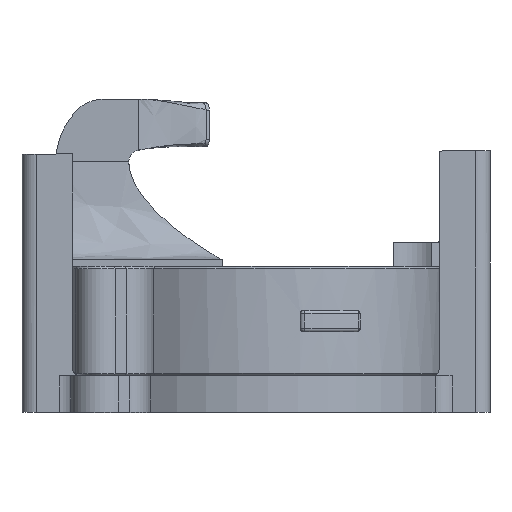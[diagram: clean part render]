
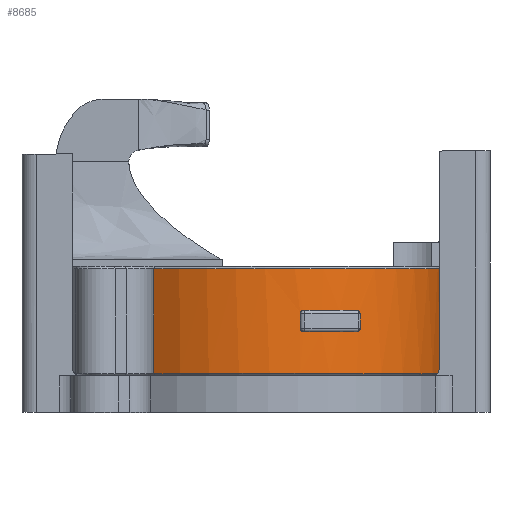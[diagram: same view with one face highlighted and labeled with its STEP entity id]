
A CAD part, top view. The second image highlights one B-rep face of the part: STEP entity #8685.
In plain terms, the highlighted cylindrical face has radius 25 mm (diameter 50 mm), a partial arc.
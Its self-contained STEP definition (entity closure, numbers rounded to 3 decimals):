
#102=B_SPLINE_CURVE_WITH_KNOTS('',3,(#12954,#12955,#12956,#12957,#12958,
#12959,#12960,#12961,#12962,#12963),.UNSPECIFIED.,.F.,.F.,(4,2,2,2,4),(0.,
0.019,0.038,0.057,0.075),
 .UNSPECIFIED.);
#103=B_SPLINE_CURVE_WITH_KNOTS('',3,(#12979,#12980,#12981,#12982,#12983,
#12984,#12985,#12986,#12987,#12988),.UNSPECIFIED.,.F.,.F.,(4,2,2,2,4),(0.226,
0.245,0.264,0.283,0.301),
 .UNSPECIFIED.);
#104=B_SPLINE_CURVE_WITH_KNOTS('',3,(#13003,#13004,#13005,#13006,#13007,
#13008,#13009,#13010,#13011,#13012),.UNSPECIFIED.,.F.,.F.,(4,2,2,2,4),(0.,
0.019,0.038,0.057,0.075),
 .UNSPECIFIED.);
#105=B_SPLINE_CURVE_WITH_KNOTS('',3,(#13018,#13019,#13020,#13021,#13022,
#13023,#13024,#13025,#13026,#13027),.UNSPECIFIED.,.F.,.F.,(4,2,2,2,4),(0.226,
0.245,0.264,0.283,0.301),
 .UNSPECIFIED.);
#183=FACE_BOUND('',#3124,.T.);
#256=CYLINDRICAL_SURFACE('',#9424,25.);
#656=LINE('',#12463,#1501);
#660=LINE('',#12473,#1505);
#767=LINE('',#13031,#1612);
#769=LINE('',#13040,#1614);
#1135=LINE('',#13975,#1980);
#1138=LINE('',#13983,#1983);
#1501=VECTOR('',#9904,10.);
#1505=VECTOR('',#9910,10.);
#1612=VECTOR('',#10347,10.);
#1614=VECTOR('',#10363,10.);
#1980=VECTOR('',#11243,1000.);
#1983=VECTOR('',#11252,1000.);
#2615=FACE_OUTER_BOUND('',#3123,.T.);
#3123=EDGE_LOOP('',(#7338,#7339,#7340,#7341,#7342,#7343,#7344,#7345));
#3124=EDGE_LOOP('',(#7346,#7347,#7348,#7349,#7350,#7351,#7352,#7353));
#3385=CIRCLE('',#8962,25.);
#3392=CIRCLE('',#8975,25.);
#3393=CIRCLE('',#8977,25.);
#3461=CIRCLE('',#9132,25.);
#3463=CIRCLE('',#9139,25.);
#3543=CIRCLE('',#9361,25.);
#3775=VERTEX_POINT('',#12452);
#3776=VERTEX_POINT('',#12454);
#3779=VERTEX_POINT('',#12462);
#3781=VERTEX_POINT('',#12471);
#3789=VERTEX_POINT('',#12496);
#3790=VERTEX_POINT('',#12500);
#3878=VERTEX_POINT('',#12952);
#3879=VERTEX_POINT('',#12953);
#3883=VERTEX_POINT('',#12977);
#3884=VERTEX_POINT('',#12978);
#3885=VERTEX_POINT('',#13001);
#3886=VERTEX_POINT('',#13002);
#3887=VERTEX_POINT('',#13016);
#3888=VERTEX_POINT('',#13017);
#4168=VERTEX_POINT('',#13878);
#4170=VERTEX_POINT('',#13884);
#4609=EDGE_CURVE('',#3776,#3775,#3385,.T.);
#4613=EDGE_CURVE('',#3779,#3776,#656,.T.);
#4618=EDGE_CURVE('',#3775,#3781,#660,.T.);
#4630=EDGE_CURVE('',#3789,#3779,#3392,.T.);
#4633=EDGE_CURVE('',#3781,#3790,#3393,.T.);
#4787=EDGE_CURVE('',#3878,#3879,#102,.F.);
#4795=EDGE_CURVE('',#3883,#3884,#103,.F.);
#4804=EDGE_CURVE('',#3885,#3886,#104,.F.);
#4807=EDGE_CURVE('',#3887,#3888,#105,.F.);
#4810=EDGE_CURVE('',#3883,#3886,#767,.T.);
#4811=EDGE_CURVE('',#3885,#3888,#3461,.T.);
#4814=EDGE_CURVE('',#3887,#3879,#769,.T.);
#4815=EDGE_CURVE('',#3878,#3884,#3463,.T.);
#5235=EDGE_CURVE('',#4168,#4170,#3543,.F.);
#5280=EDGE_CURVE('',#3790,#4168,#1135,.F.);
#5285=EDGE_CURVE('',#4170,#3789,#1138,.T.);
#7338=ORIENTED_EDGE('',*,*,#4618,.T.);
#7339=ORIENTED_EDGE('',*,*,#4633,.T.);
#7340=ORIENTED_EDGE('',*,*,#5280,.T.);
#7341=ORIENTED_EDGE('',*,*,#5235,.T.);
#7342=ORIENTED_EDGE('',*,*,#5285,.T.);
#7343=ORIENTED_EDGE('',*,*,#4630,.T.);
#7344=ORIENTED_EDGE('',*,*,#4613,.T.);
#7345=ORIENTED_EDGE('',*,*,#4609,.T.);
#7346=ORIENTED_EDGE('',*,*,#4810,.T.);
#7347=ORIENTED_EDGE('',*,*,#4804,.F.);
#7348=ORIENTED_EDGE('',*,*,#4811,.T.);
#7349=ORIENTED_EDGE('',*,*,#4807,.F.);
#7350=ORIENTED_EDGE('',*,*,#4814,.T.);
#7351=ORIENTED_EDGE('',*,*,#4787,.F.);
#7352=ORIENTED_EDGE('',*,*,#4815,.T.);
#7353=ORIENTED_EDGE('',*,*,#4795,.F.);
#8685=ADVANCED_FACE('',(#2615,#183),#256,.T.);
#8962=AXIS2_PLACEMENT_3D('',#12455,#9896,#9897);
#8975=AXIS2_PLACEMENT_3D('',#12497,#9935,#9936);
#8977=AXIS2_PLACEMENT_3D('',#12502,#9941,#9942);
#9132=AXIS2_PLACEMENT_3D('',#13033,#10350,#10351);
#9139=AXIS2_PLACEMENT_3D('',#13042,#10366,#10367);
#9361=AXIS2_PLACEMENT_3D('',#13886,#11150,#11151);
#9424=AXIS2_PLACEMENT_3D('',#14046,#11330,#11331);
#9896=DIRECTION('center_axis',(0.,0.,
1.));
#9897=DIRECTION('ref_axis',(0.,-1.,0.));
#9904=DIRECTION('',(0.,0.,1.));
#9910=DIRECTION('',(0.,0.,-1.));
#9935=DIRECTION('center_axis',(0.,0.,
1.));
#9936=DIRECTION('ref_axis',(0.,1.,0.));
#9941=DIRECTION('center_axis',(0.,0.,
1.));
#9942=DIRECTION('ref_axis',(0.,1.,0.));
#10347=DIRECTION('',(0.,0.,1.));
#10350=DIRECTION('center_axis',(0.,0.,
1.));
#10351=DIRECTION('ref_axis',(0.,-1.,0.));
#10363=DIRECTION('',(0.,0.,-1.));
#10366=DIRECTION('center_axis',(0.,0.,
-1.));
#10367=DIRECTION('ref_axis',(0.,-1.,0.));
#11150=DIRECTION('center_axis',(0.,0.,
1.));
#11151=DIRECTION('ref_axis',(0.,1.,0.));
#11243=DIRECTION('',(0.,0.,-1.));
#11252=DIRECTION('',(0.,0.,-1.));
#11330=DIRECTION('center_axis',(0.,0.,
-1.));
#11331=DIRECTION('ref_axis',(0.662,0.749,0.));
#12452=CARTESIAN_POINT('',(95.488,22.25,-104.809));
#12454=CARTESIAN_POINT('',(95.448,17.75,-104.809));
#12455=CARTESIAN_POINT('Origin',(70.57,20.216,-104.809));
#12462=CARTESIAN_POINT('',(95.448,17.75,-106.759));
#12463=CARTESIAN_POINT('',(95.448,17.75,-92.059));
#12471=CARTESIAN_POINT('',(95.488,22.25,-106.759));
#12473=CARTESIAN_POINT('',(95.488,22.25,-92.059));
#12496=CARTESIAN_POINT('',(92.462,8.143,-106.759));
#12497=CARTESIAN_POINT('Origin',(70.57,20.216,-106.759));
#12500=CARTESIAN_POINT('',(55.896,40.457,-106.759));
#12502=CARTESIAN_POINT('Origin',(70.57,20.216,-106.759));
#12952=CARTESIAN_POINT('',(76.435,44.519,-101.059));
#12953=CARTESIAN_POINT('',(75.948,44.631,-100.559));
#12954=CARTESIAN_POINT('Ctrl Pts',(75.948,44.631,-100.559));
#12955=CARTESIAN_POINT('Ctrl Pts',(75.948,44.631,-100.622));
#12956=CARTESIAN_POINT('Ctrl Pts',(75.96,44.628,-100.689));
#12957=CARTESIAN_POINT('Ctrl Pts',(76.01,44.617,-100.812));
#12958=CARTESIAN_POINT('Ctrl Pts',(76.047,44.609,-100.868));
#12959=CARTESIAN_POINT('Ctrl Pts',(76.134,44.589,-100.957));
#12960=CARTESIAN_POINT('Ctrl Pts',(76.189,44.577,-100.996));
#12961=CARTESIAN_POINT('Ctrl Pts',(76.309,44.549,-101.047));
#12962=CARTESIAN_POINT('Ctrl Pts',(76.374,44.533,-101.059));
#12963=CARTESIAN_POINT('Ctrl Pts',(76.435,44.519,-101.059));
#12977=CARTESIAN_POINT('',(84.036,41.28,-100.559));
#12978=CARTESIAN_POINT('',(83.612,41.545,-101.059));
#12979=CARTESIAN_POINT('Ctrl Pts',(83.612,41.545,-101.059));
#12980=CARTESIAN_POINT('Ctrl Pts',(83.665,41.512,-101.059));
#12981=CARTESIAN_POINT('Ctrl Pts',(83.722,41.477,-101.047));
#12982=CARTESIAN_POINT('Ctrl Pts',(83.827,41.412,-100.996));
#12983=CARTESIAN_POINT('Ctrl Pts',(83.875,41.382,-100.957));
#12984=CARTESIAN_POINT('Ctrl Pts',(83.95,41.335,-100.868));
#12985=CARTESIAN_POINT('Ctrl Pts',(83.982,41.314,-100.812));
#12986=CARTESIAN_POINT('Ctrl Pts',(84.025,41.287,-100.689));
#12987=CARTESIAN_POINT('Ctrl Pts',(84.036,41.28,-100.622));
#12988=CARTESIAN_POINT('Ctrl Pts',(84.036,41.28,-100.559));
#13001=CARTESIAN_POINT('',(83.612,41.545,-98.059));
#13002=CARTESIAN_POINT('',(84.036,41.28,-98.559));
#13003=CARTESIAN_POINT('Ctrl Pts',(84.036,41.28,-98.559));
#13004=CARTESIAN_POINT('Ctrl Pts',(84.036,41.28,-98.496));
#13005=CARTESIAN_POINT('Ctrl Pts',(84.025,41.287,-98.429));
#13006=CARTESIAN_POINT('Ctrl Pts',(83.982,41.314,-98.306));
#13007=CARTESIAN_POINT('Ctrl Pts',(83.95,41.335,-98.25));
#13008=CARTESIAN_POINT('Ctrl Pts',(83.875,41.382,-98.161));
#13009=CARTESIAN_POINT('Ctrl Pts',(83.827,41.412,-98.123));
#13010=CARTESIAN_POINT('Ctrl Pts',(83.722,41.477,-98.072));
#13011=CARTESIAN_POINT('Ctrl Pts',(83.665,41.512,-98.059));
#13012=CARTESIAN_POINT('Ctrl Pts',(83.612,41.545,-98.059));
#13016=CARTESIAN_POINT('',(75.948,44.631,-98.559));
#13017=CARTESIAN_POINT('',(76.435,44.519,-98.059));
#13018=CARTESIAN_POINT('Ctrl Pts',(76.435,44.519,-98.059));
#13019=CARTESIAN_POINT('Ctrl Pts',(76.374,44.533,-98.059));
#13020=CARTESIAN_POINT('Ctrl Pts',(76.309,44.549,-98.072));
#13021=CARTESIAN_POINT('Ctrl Pts',(76.189,44.577,-98.123));
#13022=CARTESIAN_POINT('Ctrl Pts',(76.134,44.589,-98.161));
#13023=CARTESIAN_POINT('Ctrl Pts',(76.047,44.609,-98.25));
#13024=CARTESIAN_POINT('Ctrl Pts',(76.01,44.617,-98.306));
#13025=CARTESIAN_POINT('Ctrl Pts',(75.96,44.628,-98.429));
#13026=CARTESIAN_POINT('Ctrl Pts',(75.948,44.631,-98.496));
#13027=CARTESIAN_POINT('Ctrl Pts',(75.948,44.631,-98.559));
#13031=CARTESIAN_POINT('',(84.036,41.28,-92.059));
#13033=CARTESIAN_POINT('Origin',(70.57,20.216,-98.059));
#13040=CARTESIAN_POINT('',(75.948,44.631,-92.059));
#13042=CARTESIAN_POINT('Origin',(70.57,20.216,-101.059));
#13878=CARTESIAN_POINT('',(55.896,40.457,-92.359));
#13884=CARTESIAN_POINT('',(92.462,8.143,-92.359));
#13886=CARTESIAN_POINT('Origin',(70.57,20.216,-92.359));
#13975=CARTESIAN_POINT('',(55.896,40.457,-92.059));
#13983=CARTESIAN_POINT('',(92.462,8.143,-92.059));
#14046=CARTESIAN_POINT('Origin',(70.57,20.216,-92.059));
